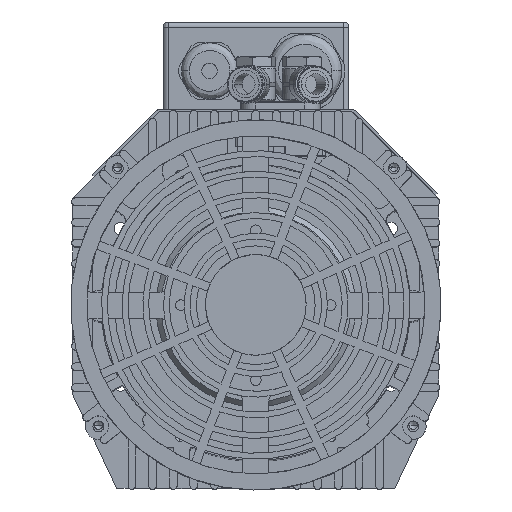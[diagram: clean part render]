
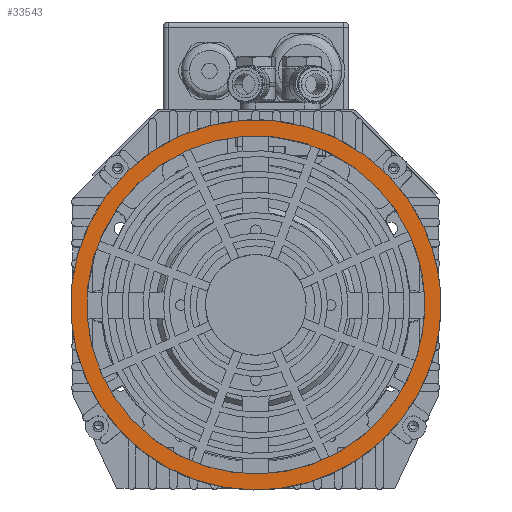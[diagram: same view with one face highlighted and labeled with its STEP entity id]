
A CAD part, top view. The second image highlights one B-rep face of the part: STEP entity #33543.
In plain terms, the highlighted face is planar.
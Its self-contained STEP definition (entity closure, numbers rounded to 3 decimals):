
#442 = EDGE_LOOP ( 'NONE', ( #18265, #55750 ) ) ;
#5417 = CARTESIAN_POINT ( 'NONE',  ( -71.75, 0., 0. ) ) ;
#6186 = CARTESIAN_POINT ( 'NONE',  ( -65.5, 0., 0. ) ) ;
#6685 = DIRECTION ( 'NONE',  ( 0., -1., 0. ) ) ;
#10646 =( BOUNDED_CURVE ( )  B_SPLINE_CURVE ( 3, ( #77942, #103833, #86578, #5417 ),
 .UNSPECIFIED., .F., .F. ) 
 B_SPLINE_CURVE_WITH_KNOTS ( ( 4, 4 ),
 ( 0., 0.227 ),
 .UNSPECIFIED. ) 
 CURVE ( )  GEOMETRIC_REPRESENTATION_ITEM ( )  RATIONAL_B_SPLINE_CURVE ( ( 1., 0.333, 0.333, 1. ) ) 
 REPRESENTATION_ITEM ( '' )  );
#10648 = DIRECTION ( 'NONE',  ( 1., 0., 0. ) ) ;
#11186 = CARTESIAN_POINT ( 'NONE',  ( 0., 0., 0. ) ) ;
#12217 = CIRCLE ( 'NONE', #62189, 65.5 ) ;
#15995 = CARTESIAN_POINT ( 'NONE',  ( 72.611, 72.611, 0. ) ) ;
#17291 = VERTEX_POINT ( 'NONE', #61854 ) ;
#18265 = ORIENTED_EDGE ( 'NONE', *, *, #90653, .T. ) ;
#18290 = EDGE_CURVE ( 'NONE', #63107, #17291, #10646, .T. ) ;
#26067 = EDGE_CURVE ( 'NONE', #83514, #27283, #85509, .T. ) ;
#26481 = DIRECTION ( 'NONE',  ( 0., 0., -1. ) ) ;
#27283 = VERTEX_POINT ( 'NONE', #64113 ) ;
#28746 = FACE_OUTER_BOUND ( 'NONE', #442, .T. ) ;
#32411 = ORIENTED_EDGE ( 'NONE', *, *, #76927, .F. ) ;
#33543 = ADVANCED_FACE ( 'NONE', ( #28746, #76214 ), #97560, .T. ) ;
#40469 = DIRECTION ( 'NONE',  ( 0., 0., -1. ) ) ;
#47045 = AXIS2_PLACEMENT_3D ( 'NONE', #11186, #60711, #68612 ) ;
#55446 = CARTESIAN_POINT ( 'NONE',  ( 65.5, 0., 0. ) ) ;
#55750 = ORIENTED_EDGE ( 'NONE', *, *, #18290, .T. ) ;
#59864 = CARTESIAN_POINT ( 'NONE',  ( 0., 0., 0. ) ) ;
#60048 = CARTESIAN_POINT ( 'NONE',  ( 71.75, 0., 0. ) ) ;
#60711 = DIRECTION ( 'NONE',  ( 0., 0., -1. ) ) ;
#61854 = CARTESIAN_POINT ( 'NONE',  ( -71.75, 0., 0. ) ) ;
#62189 = AXIS2_PLACEMENT_3D ( 'NONE', #59864, #26481, #10648 ) ;
#63107 = VERTEX_POINT ( 'NONE', #60048 ) ;
#64113 = CARTESIAN_POINT ( 'NONE',  ( -65.5, 0., 0. ) ) ;
#68612 = DIRECTION ( 'NONE',  ( 1., 0., 0. ) ) ;
#71524 = CARTESIAN_POINT ( 'NONE',  ( -65.5, -131., 0. ) ) ;
#72927 = EDGE_LOOP ( 'NONE', ( #32411, #99201 ) ) ;
#76214 = FACE_BOUND ( 'NONE', #72927, .T. ) ;
#76927 = EDGE_CURVE ( 'NONE', #27283, #83514, #12217, .T. ) ;
#77942 = CARTESIAN_POINT ( 'NONE',  ( 71.75, 0., 0. ) ) ;
#79055 = CARTESIAN_POINT ( 'NONE',  ( 65.5, -131., 0. ) ) ;
#80940 = CARTESIAN_POINT ( 'NONE',  ( 65.5, 0., 0. ) ) ;
#83514 = VERTEX_POINT ( 'NONE', #80940 ) ;
#85509 =( BOUNDED_CURVE ( )  B_SPLINE_CURVE ( 3, ( #55446, #79055, #71524, #6186 ),
 .UNSPECIFIED., .F., .F. ) 
 B_SPLINE_CURVE_WITH_KNOTS ( ( 4, 4 ),
 ( 0., 0.207 ),
 .UNSPECIFIED. ) 
 CURVE ( )  GEOMETRIC_REPRESENTATION_ITEM ( )  RATIONAL_B_SPLINE_CURVE ( ( 1., 0.333, 0.333, 1. ) ) 
 REPRESENTATION_ITEM ( '' )  );
#86578 = CARTESIAN_POINT ( 'NONE',  ( -71.75, -143.5, 0. ) ) ;
#89097 = CIRCLE ( 'NONE', #47045, 71.75 ) ;
#90653 = EDGE_CURVE ( 'NONE', #17291, #63107, #89097, .T. ) ;
#97560 = PLANE ( 'NONE',  #104049 ) ;
#99201 = ORIENTED_EDGE ( 'NONE', *, *, #26067, .F. ) ;
#103833 = CARTESIAN_POINT ( 'NONE',  ( 71.75, -143.5, 0. ) ) ;
#104049 = AXIS2_PLACEMENT_3D ( 'NONE', #15995, #40469, #6685 ) ;
